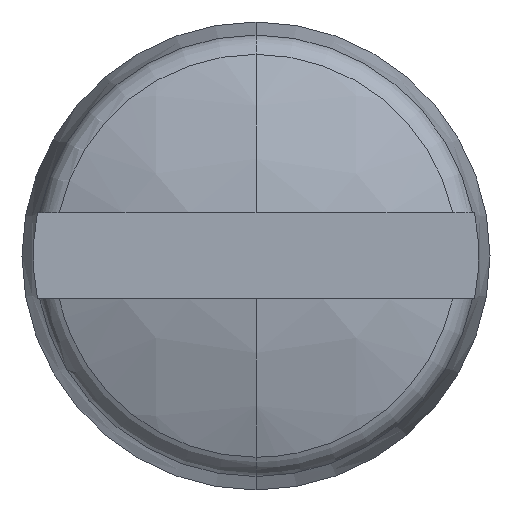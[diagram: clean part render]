
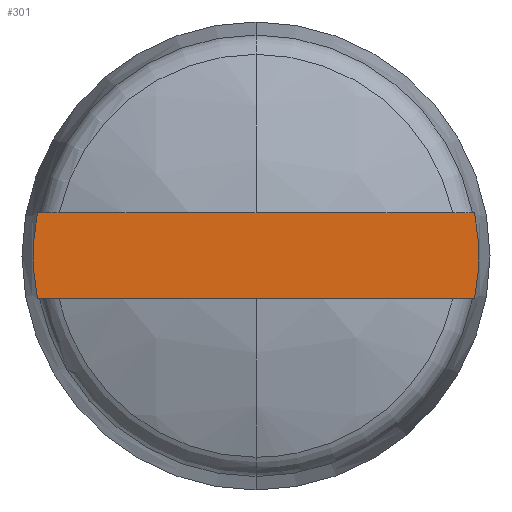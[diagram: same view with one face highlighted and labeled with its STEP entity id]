
A CAD part, top view. The second image highlights one B-rep face of the part: STEP entity #301.
In plain terms, the highlighted planar face has unit normal (0, 0, 1).
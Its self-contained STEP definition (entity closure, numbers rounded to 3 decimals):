
#133=CARTESIAN_POINT('Vertex',(1.774,-0.35,0.65)) ;
#136=CARTESIAN_POINT('Line Origine',(0.,-0.35,0.65)) ;
#140=CARTESIAN_POINT('Vertex',(-1.774,-0.35,0.65)) ;
#259=CARTESIAN_POINT('Vertex',(1.774,0.35,0.65)) ;
#262=CARTESIAN_POINT('Axis2P3D Location',(0.,0.,0.65)) ;
#278=CARTESIAN_POINT('Axis2P3D Location',(-1.9,-0.35,0.65)) ;
#283=CARTESIAN_POINT('Axis2P3D Location',(0.,0.,0.65)) ;
#287=CARTESIAN_POINT('Vertex',(-1.774,0.35,0.65)) ;
#290=CARTESIAN_POINT('Line Origine',(0.,0.35,0.65)) ;
#137=DIRECTION('Vector Direction',(1.,0.,0.)) ;
#263=DIRECTION('Axis2P3D Direction',(-0.,0.,-1.)) ;
#279=DIRECTION('Axis2P3D Direction',(0.,0.,1.)) ;
#280=DIRECTION('Axis2P3D XDirection',(1.,0.,0.)) ;
#284=DIRECTION('Axis2P3D Direction',(0.,0.,1.)) ;
#291=DIRECTION('Vector Direction',(-1.,0.,0.)) ;
#264=AXIS2_PLACEMENT_3D('Circle Axis2P3D',#262,#263,$) ;
#281=AXIS2_PLACEMENT_3D('Plane Axis2P3D',#278,#279,#280) ;
#285=AXIS2_PLACEMENT_3D('Circle Axis2P3D',#283,#284,$) ;
#296=ORIENTED_EDGE('',*,*,#289,.T.) ;
#297=ORIENTED_EDGE('',*,*,#142,.T.) ;
#298=ORIENTED_EDGE('',*,*,#266,.T.) ;
#299=ORIENTED_EDGE('',*,*,#294,.T.) ;
#138=VECTOR('Line Direction',#137,1.) ;
#292=VECTOR('Line Direction',#291,1.) ;
#301=ADVANCED_FACE('Extrude16',(#300),#282,.T.) ;
#265=CIRCLE('generated circle',#264,1.809) ;
#286=CIRCLE('generated circle',#285,1.809) ;
#142=EDGE_CURVE('',#141,#134,#139,.T.) ;
#266=EDGE_CURVE('',#134,#260,#265,.F.) ;
#289=EDGE_CURVE('',#288,#141,#286,.T.) ;
#294=EDGE_CURVE('',#260,#288,#293,.T.) ;
#295=EDGE_LOOP('',(#296,#297,#298,#299)) ;
#300=FACE_OUTER_BOUND('',#295,.T.) ;
#139=LINE('Line',#136,#138) ;
#293=LINE('Line',#290,#292) ;
#282=PLANE('Plane',#281) ;
#134=VERTEX_POINT('',#133) ;
#141=VERTEX_POINT('',#140) ;
#260=VERTEX_POINT('',#259) ;
#288=VERTEX_POINT('',#287) ;
